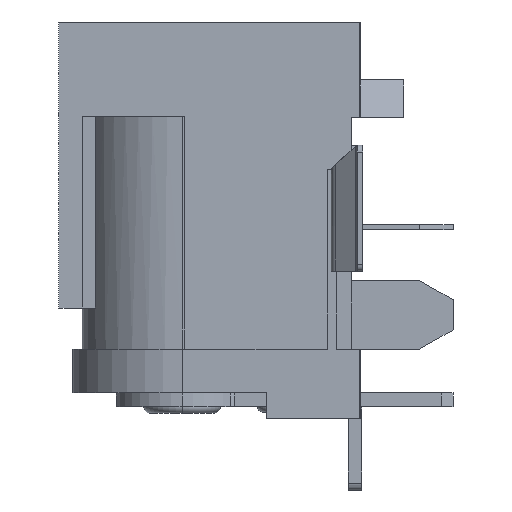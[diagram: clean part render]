
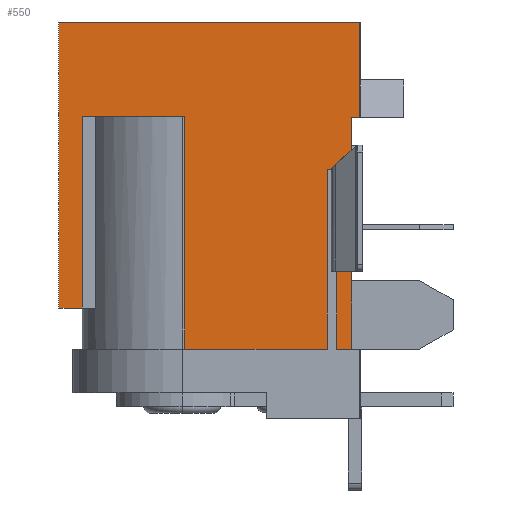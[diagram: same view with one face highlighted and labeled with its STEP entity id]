
A CAD part, left-side view. The second image highlights one B-rep face of the part: STEP entity #550.
In plain terms, the highlighted planar face has unit normal (-1, 0, 0).
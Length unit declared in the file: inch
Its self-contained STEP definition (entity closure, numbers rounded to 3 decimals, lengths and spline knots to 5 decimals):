
#22 = EDGE_CURVE ( 'NONE', #2725, #406, #1916, .T. ) ;
#32 = LINE ( 'NONE', #4096, #3308 ) ;
#37 = ORIENTED_EDGE ( 'NONE', *, *, #1397, .F. ) ;
#131 = CARTESIAN_POINT ( 'NONE',  ( -0.17717, 0.39961, -0.13583 ) ) ;
#142 = CARTESIAN_POINT ( 'NONE',  ( -0.17717, 0.39961, -0.41142 ) ) ;
#174 = CARTESIAN_POINT ( 'NONE',  ( -0.17717, 0.25197, -0.13583 ) ) ;
#215 = VERTEX_POINT ( 'NONE', #2110 ) ;
#222 = VERTEX_POINT ( 'NONE', #1754 ) ;
#255 = CARTESIAN_POINT ( 'NONE',  ( -0.17717, 0.04724, -0.2126 ) ) ;
#355 = VERTEX_POINT ( 'NONE', #3965 ) ;
#406 = VERTEX_POINT ( 'NONE', #2541 ) ;
#418 = LINE ( 'NONE', #483, #3963 ) ;
#443 = LINE ( 'NONE', #2829, #3741 ) ;
#478 = DIRECTION ( 'NONE',  ( -1., 0., 0. ) ) ;
#480 = ORIENTED_EDGE ( 'NONE', *, *, #2169, .F. ) ;
#483 = CARTESIAN_POINT ( 'NONE',  ( -0.17717, 0.25197, -0.41142 ) ) ;
#550 = ADVANCED_FACE ( 'NONE', ( #1653 ), #2621, .T. ) ;
#556 = ORIENTED_EDGE ( 'NONE', *, *, #1986, .T. ) ;
#588 = VECTOR ( 'NONE', #1895, 39.37008 ) ;
#610 = VERTEX_POINT ( 'NONE', #1664 ) ;
#613 = ORIENTED_EDGE ( 'NONE', *, *, #2415, .F. ) ;
#722 = VECTOR ( 'NONE', #1110, 39.37008 ) ;
#802 = VECTOR ( 'NONE', #1190, 39.37008 ) ;
#853 = CARTESIAN_POINT ( 'NONE',  ( -0.17717, 0., -0.1378 ) ) ;
#875 = VERTEX_POINT ( 'NONE', #3552 ) ;
#892 = CARTESIAN_POINT ( 'NONE',  ( -0.17717, 0.25197, -0.41142 ) ) ;
#1011 = VECTOR ( 'NONE', #2978, 39.37008 ) ;
#1021 = VECTOR ( 'NONE', #2377, 39.37008 ) ;
#1110 = DIRECTION ( 'NONE',  ( 0., 0., 1. ) ) ;
#1178 = EDGE_CURVE ( 'NONE', #2973, #222, #32, .T. ) ;
#1190 = DIRECTION ( 'NONE',  ( 0., 0., -1. ) ) ;
#1318 = EDGE_CURVE ( 'NONE', #4111, #2691, #3802, .T. ) ;
#1352 = DIRECTION ( 'NONE',  ( 0., 1., 0. ) ) ;
#1397 = EDGE_CURVE ( 'NONE', #1906, #215, #3338, .T. ) ;
#1460 = EDGE_CURVE ( 'NONE', #610, #355, #1564, .T. ) ;
#1488 = ORIENTED_EDGE ( 'NONE', *, *, #1178, .F. ) ;
#1561 = EDGE_CURVE ( 'NONE', #355, #4111, #1651, .T. ) ;
#1564 = LINE ( 'NONE', #3289, #3241 ) ;
#1581 = VECTOR ( 'NONE', #1999, 39.37008 ) ;
#1638 = ORIENTED_EDGE ( 'NONE', *, *, #2120, .T. ) ;
#1644 = LINE ( 'NONE', #3005, #2027 ) ;
#1651 = LINE ( 'NONE', #2708, #1886 ) ;
#1653 = FACE_OUTER_BOUND ( 'NONE', #2010, .T. ) ;
#1654 = EDGE_CURVE ( 'NONE', #1764, #222, #2840, .T. ) ;
#1664 = CARTESIAN_POINT ( 'NONE',  ( -0.17717, 0.03346, -0.47047 ) ) ;
#1678 = CARTESIAN_POINT ( 'NONE',  ( -0.17717, 0.43307, -0.47047 ) ) ;
#1754 = CARTESIAN_POINT ( 'NONE',  ( -0.17717, 0., 0. ) ) ;
#1764 = VERTEX_POINT ( 'NONE', #853 ) ;
#1819 = VECTOR ( 'NONE', #2349, 39.37008 ) ;
#1865 = CARTESIAN_POINT ( 'NONE',  ( -0.17717, 0.43307, 0. ) ) ;
#1886 = VECTOR ( 'NONE', #1352, 39.37008 ) ;
#1895 = DIRECTION ( 'NONE',  ( 0., 0., -1. ) ) ;
#1906 = VERTEX_POINT ( 'NONE', #4396 ) ;
#1907 = CARTESIAN_POINT ( 'NONE',  ( -0.17717, 0.43307, -0.41142 ) ) ;
#1916 = LINE ( 'NONE', #3970, #1581 ) ;
#1986 = EDGE_CURVE ( 'NONE', #2725, #1764, #1644, .T. ) ;
#1999 = DIRECTION ( 'NONE',  ( 0., 0., -1. ) ) ;
#2003 = ORIENTED_EDGE ( 'NONE', *, *, #22, .F. ) ;
#2010 = EDGE_LOOP ( 'NONE', ( #556, #2182, #1488, #2090, #4334, #480, #37, #1638, #3421, #3259, #2021, #4138, #613, #2003 ) ) ;
#2021 = ORIENTED_EDGE ( 'NONE', *, *, #1561, .F. ) ;
#2027 = VECTOR ( 'NONE', #4367, 39.37008 ) ;
#2090 = ORIENTED_EDGE ( 'NONE', *, *, #4214, .F. ) ;
#2110 = CARTESIAN_POINT ( 'NONE',  ( -0.17717, 0.39961, -0.13583 ) ) ;
#2120 = EDGE_CURVE ( 'NONE', #1906, #875, #4198, .T. ) ;
#2169 = EDGE_CURVE ( 'NONE', #215, #3285, #4238, .T. ) ;
#2182 = ORIENTED_EDGE ( 'NONE', *, *, #1654, .T. ) ;
#2306 = DIRECTION ( 'NONE',  ( 0., 0., 1. ) ) ;
#2349 = DIRECTION ( 'NONE',  ( 0., 1., 0. ) ) ;
#2377 = DIRECTION ( 'NONE',  ( 0., 0., 1. ) ) ;
#2403 = LINE ( 'NONE', #4160, #1021 ) ;
#2415 = EDGE_CURVE ( 'NONE', #406, #610, #2686, .T. ) ;
#2541 = CARTESIAN_POINT ( 'NONE',  ( -0.17717, 0.01181, -0.47047 ) ) ;
#2621 = PLANE ( 'NONE',  #3444 ) ;
#2686 = LINE ( 'NONE', #1678, #1819 ) ;
#2691 = VERTEX_POINT ( 'NONE', #4242 ) ;
#2708 = CARTESIAN_POINT ( 'NONE',  ( -0.17717, 0.04724, -0.2126 ) ) ;
#2725 = VERTEX_POINT ( 'NONE', #2945 ) ;
#2829 = CARTESIAN_POINT ( 'NONE',  ( -0.17717, 0.43307, -0.47047 ) ) ;
#2840 = LINE ( 'NONE', #3470, #722 ) ;
#2845 = DIRECTION ( 'NONE',  ( 0., 0., -1. ) ) ;
#2945 = CARTESIAN_POINT ( 'NONE',  ( -0.17717, 0.01181, -0.1378 ) ) ;
#2973 = VERTEX_POINT ( 'NONE', #1865 ) ;
#2978 = DIRECTION ( 'NONE',  ( 0., 1., 0. ) ) ;
#3005 = CARTESIAN_POINT ( 'NONE',  ( -0.17717, 0.01181, -0.1378 ) ) ;
#3181 = CARTESIAN_POINT ( 'NONE',  ( -0.17717, 0.04724, -0.47047 ) ) ;
#3215 = DIRECTION ( 'NONE',  ( 0., 0., 1. ) ) ;
#3241 = VECTOR ( 'NONE', #2306, 39.37008 ) ;
#3247 = DIRECTION ( 'NONE',  ( 0., 1., 0. ) ) ;
#3259 = ORIENTED_EDGE ( 'NONE', *, *, #1318, .F. ) ;
#3285 = VERTEX_POINT ( 'NONE', #142 ) ;
#3289 = CARTESIAN_POINT ( 'NONE',  ( -0.17717, 0.03346, -0.47047 ) ) ;
#3308 = VECTOR ( 'NONE', #4425, 39.37008 ) ;
#3338 = LINE ( 'NONE', #174, #1011 ) ;
#3378 = VECTOR ( 'NONE', #2845, 39.37008 ) ;
#3421 = ORIENTED_EDGE ( 'NONE', *, *, #3576, .F. ) ;
#3444 = AXIS2_PLACEMENT_3D ( 'NONE', #3559, #478, #3215 ) ;
#3470 = CARTESIAN_POINT ( 'NONE',  ( -0.17717, 0., -0.57087 ) ) ;
#3552 = CARTESIAN_POINT ( 'NONE',  ( -0.17717, 0.25197, -0.47047 ) ) ;
#3559 = CARTESIAN_POINT ( 'NONE',  ( -0.17717, 0., -0.57087 ) ) ;
#3576 = EDGE_CURVE ( 'NONE', #2691, #875, #443, .T. ) ;
#3741 = VECTOR ( 'NONE', #4258, 39.37008 ) ;
#3802 = LINE ( 'NONE', #3181, #3378 ) ;
#3963 = VECTOR ( 'NONE', #3247, 39.37008 ) ;
#3965 = CARTESIAN_POINT ( 'NONE',  ( -0.17717, 0.03346, -0.2126 ) ) ;
#3970 = CARTESIAN_POINT ( 'NONE',  ( -0.17717, 0.01181, -0.47047 ) ) ;
#4060 = VERTEX_POINT ( 'NONE', #1907 ) ;
#4096 = CARTESIAN_POINT ( 'NONE',  ( -0.17717, 0., 0. ) ) ;
#4111 = VERTEX_POINT ( 'NONE', #255 ) ;
#4138 = ORIENTED_EDGE ( 'NONE', *, *, #1460, .F. ) ;
#4160 = CARTESIAN_POINT ( 'NONE',  ( -0.17717, 0.43307, -0.57087 ) ) ;
#4198 = LINE ( 'NONE', #892, #588 ) ;
#4214 = EDGE_CURVE ( 'NONE', #4060, #2973, #2403, .T. ) ;
#4238 = LINE ( 'NONE', #131, #802 ) ;
#4242 = CARTESIAN_POINT ( 'NONE',  ( -0.17717, 0.04724, -0.47047 ) ) ;
#4258 = DIRECTION ( 'NONE',  ( 0., 1., 0. ) ) ;
#4334 = ORIENTED_EDGE ( 'NONE', *, *, #4383, .F. ) ;
#4367 = DIRECTION ( 'NONE',  ( 0., -1., 0. ) ) ;
#4383 = EDGE_CURVE ( 'NONE', #3285, #4060, #418, .T. ) ;
#4396 = CARTESIAN_POINT ( 'NONE',  ( -0.17717, 0.25197, -0.13583 ) ) ;
#4425 = DIRECTION ( 'NONE',  ( 0., -1., 0. ) ) ;
